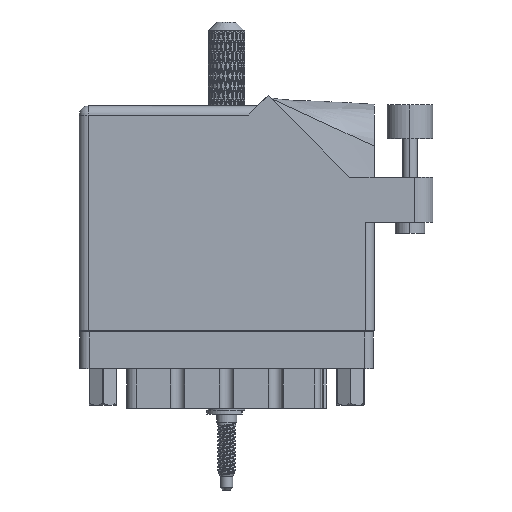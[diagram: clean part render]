
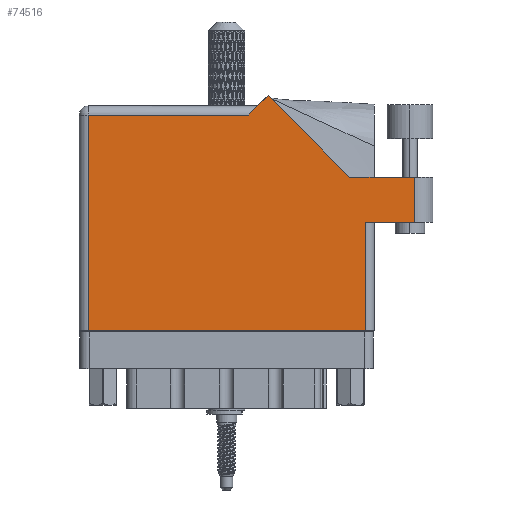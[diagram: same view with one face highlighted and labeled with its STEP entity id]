
A CAD part, front view. The second image highlights one B-rep face of the part: STEP entity #74516.
In plain terms, the highlighted face is planar.
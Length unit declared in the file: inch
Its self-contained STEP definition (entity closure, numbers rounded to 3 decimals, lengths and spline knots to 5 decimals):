
#1292 = LINE ( 'NONE', #114731, #45997 ) ;
#6146 = LINE ( 'NONE', #9215, #17176 ) ;
#6373 = EDGE_CURVE ( 'NONE', #98897, #52871, #88555, .T. ) ;
#7950 = DIRECTION ( 'NONE',  ( -0.707, 0.707, 0. ) ) ;
#9215 = CARTESIAN_POINT ( 'NONE',  ( 0., 0., 0. ) ) ;
#9347 = EDGE_CURVE ( 'NONE', #52871, #12497, #28129, .T. ) ;
#9362 = LINE ( 'NONE', #51301, #98742 ) ;
#12497 = VERTEX_POINT ( 'NONE', #51849 ) ;
#15184 = PLANE ( 'NONE',  #20188 ) ;
#17176 = VECTOR ( 'NONE', #53274, 39.37008 ) ;
#19519 = LINE ( 'NONE', #91444, #89354 ) ;
#20188 = AXIS2_PLACEMENT_3D ( 'NONE', #50287, #41688, #103752 ) ;
#21844 = VECTOR ( 'NONE', #98045, 39.37008 ) ;
#24403 = VERTEX_POINT ( 'NONE', #53939 ) ;
#24880 = CARTESIAN_POINT ( 'NONE',  ( 0.062, 1.468, 0. ) ) ;
#28129 = LINE ( 'NONE', #86974, #29618 ) ;
#29618 = VECTOR ( 'NONE', #97810, 39.37008 ) ;
#29817 = VECTOR ( 'NONE', #61515, 39.37008 ) ;
#30119 = DIRECTION ( 'NONE',  ( -0.707, -0.707, 0. ) ) ;
#30179 = DIRECTION ( 'NONE',  ( 0., -1., 0. ) ) ;
#33533 = EDGE_CURVE ( 'NONE', #24403, #98897, #51799, .T. ) ;
#37039 = VERTEX_POINT ( 'NONE', #87091 ) ;
#37718 = CARTESIAN_POINT ( 'NONE',  ( 2.285, 0.737, 0. ) ) ;
#38382 = ORIENTED_EDGE ( 'NONE', *, *, #84130, .T. ) ;
#39870 = CARTESIAN_POINT ( 'NONE',  ( 0.062, 0., 0. ) ) ;
#40784 = CARTESIAN_POINT ( 'NONE',  ( 0.062, 0., 0. ) ) ;
#41688 = DIRECTION ( 'NONE',  ( 0., 0., -1. ) ) ;
#45997 = VECTOR ( 'NONE', #7950, 39.37008 ) ;
#46447 = EDGE_CURVE ( 'NONE', #12497, #37039, #1292, .T. ) ;
#50287 = CARTESIAN_POINT ( 'NONE',  ( 0., 1.53, 0. ) ) ;
#51301 = CARTESIAN_POINT ( 'NONE',  ( 1.948, 0.737, 0. ) ) ;
#51710 = ORIENTED_EDGE ( 'NONE', *, *, #9347, .T. ) ;
#51799 = LINE ( 'NONE', #89373, #111643 ) ;
#51849 = CARTESIAN_POINT ( 'NONE',  ( 1.84442, 1.044, 0. ) ) ;
#52871 = VERTEX_POINT ( 'NONE', #79293 ) ;
#53164 = ORIENTED_EDGE ( 'NONE', *, *, #33533, .T. ) ;
#53274 = DIRECTION ( 'NONE',  ( 1., 0., 0. ) ) ;
#53777 = DIRECTION ( 'NONE',  ( 1., 0., 0. ) ) ;
#53939 = CARTESIAN_POINT ( 'NONE',  ( 1.948, 0.737, 0. ) ) ;
#56721 = LINE ( 'NONE', #97320, #21844 ) ;
#60347 = ORIENTED_EDGE ( 'NONE', *, *, #6373, .T. ) ;
#61077 = EDGE_LOOP ( 'NONE', ( #53164, #60347, #51710, #98721, #89956, #113731, #105022, #63427, #38382 ) ) ;
#61515 = DIRECTION ( 'NONE',  ( 0., 1., 0. ) ) ;
#63427 = ORIENTED_EDGE ( 'NONE', *, *, #87008, .T. ) ;
#67722 = EDGE_CURVE ( 'NONE', #76542, #71955, #90627, .T. ) ;
#70754 = DIRECTION ( 'NONE',  ( 0., 1., 0. ) ) ;
#71672 = CARTESIAN_POINT ( 'NONE',  ( 2.285, 1.044, 0. ) ) ;
#71955 = VERTEX_POINT ( 'NONE', #40784 ) ;
#74516 = ADVANCED_FACE ( 'NONE', ( #82834 ), #15184, .F. ) ;
#76542 = VERTEX_POINT ( 'NONE', #24880 ) ;
#79293 = CARTESIAN_POINT ( 'NONE',  ( 2.285, 1.044, 0. ) ) ;
#82039 = VERTEX_POINT ( 'NONE', #115651 ) ;
#82834 = FACE_OUTER_BOUND ( 'NONE', #61077, .T. ) ;
#84130 = EDGE_CURVE ( 'NONE', #82039, #24403, #9362, .T. ) ;
#86974 = CARTESIAN_POINT ( 'NONE',  ( 2.41, 1.044, 0. ) ) ;
#87008 = EDGE_CURVE ( 'NONE', #71955, #82039, #6146, .T. ) ;
#87091 = CARTESIAN_POINT ( 'NONE',  ( 1.28771, 1.60071, 0. ) ) ;
#87881 = VECTOR ( 'NONE', #30179, 39.37008 ) ;
#88555 = LINE ( 'NONE', #71672, #29817 ) ;
#89354 = VECTOR ( 'NONE', #30119, 39.37008 ) ;
#89373 = CARTESIAN_POINT ( 'NONE',  ( 2.01, 0.737, 0. ) ) ;
#89399 = CARTESIAN_POINT ( 'NONE',  ( 1.155, 1.468, 0. ) ) ;
#89956 = ORIENTED_EDGE ( 'NONE', *, *, #112088, .T. ) ;
#90627 = LINE ( 'NONE', #39870, #87881 ) ;
#91444 = CARTESIAN_POINT ( 'NONE',  ( 1.217, 1.53, 0. ) ) ;
#97320 = CARTESIAN_POINT ( 'NONE',  ( 0., 1.468, 0. ) ) ;
#97344 = VERTEX_POINT ( 'NONE', #89399 ) ;
#97810 = DIRECTION ( 'NONE',  ( -1., 0., 0. ) ) ;
#98045 = DIRECTION ( 'NONE',  ( -1., 0., 0. ) ) ;
#98721 = ORIENTED_EDGE ( 'NONE', *, *, #46447, .T. ) ;
#98742 = VECTOR ( 'NONE', #70754, 39.37008 ) ;
#98897 = VERTEX_POINT ( 'NONE', #37718 ) ;
#99693 = EDGE_CURVE ( 'NONE', #97344, #76542, #56721, .T. ) ;
#103752 = DIRECTION ( 'NONE',  ( -1., 0., 0. ) ) ;
#105022 = ORIENTED_EDGE ( 'NONE', *, *, #67722, .T. ) ;
#111643 = VECTOR ( 'NONE', #53777, 39.37008 ) ;
#112088 = EDGE_CURVE ( 'NONE', #37039, #97344, #19519, .T. ) ;
#113731 = ORIENTED_EDGE ( 'NONE', *, *, #99693, .T. ) ;
#114731 = CARTESIAN_POINT ( 'NONE',  ( 1.84442, 1.044, 0. ) ) ;
#115651 = CARTESIAN_POINT ( 'NONE',  ( 1.948, 0., 0. ) ) ;
